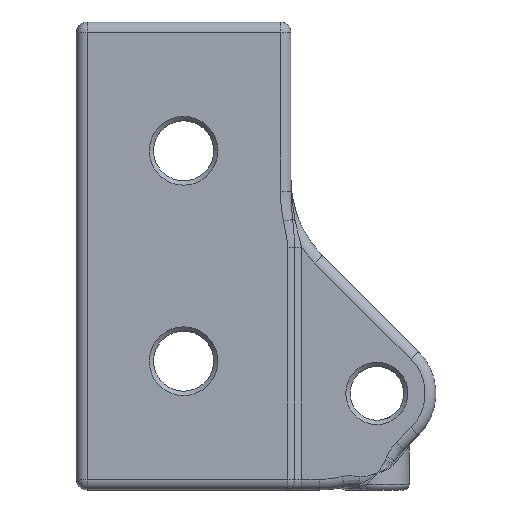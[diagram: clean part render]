
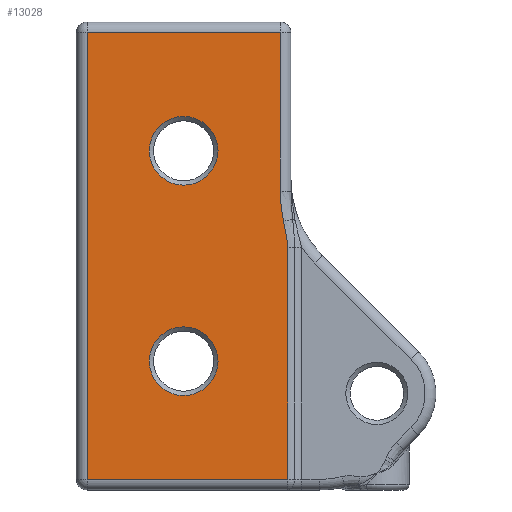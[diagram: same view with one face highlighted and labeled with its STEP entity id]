
A CAD part, left-side view. The second image highlights one B-rep face of the part: STEP entity #13028.
In plain terms, the highlighted planar face has unit normal (-1, 0, 0).
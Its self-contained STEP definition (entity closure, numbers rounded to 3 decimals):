
#871=FACE_BOUND('',#2203,.T.);
#872=FACE_BOUND('',#2204,.T.);
#901=B_SPLINE_CURVE_WITH_KNOTS('',3,(#20577,#20578,#20579,#20580),
 .UNSPECIFIED.,.F.,.F.,(4,4),(0.,0.248),.UNSPECIFIED.);
#902=B_SPLINE_CURVE_WITH_KNOTS('',3,(#20582,#20583,#20584,#20585),
 .UNSPECIFIED.,.F.,.F.,(4,4),(-0.283,0.),
 .UNSPECIFIED.);
#1139=PLANE('',#13995);
#1252=FACE_OUTER_BOUND('',#2202,.T.);
#2202=EDGE_LOOP('',(#8866,#8867,#8868,#8869,#8870,#8871,#8872));
#2203=EDGE_LOOP('',(#8873));
#2204=EDGE_LOOP('',(#8874));
#3182=LINE('',#20587,#3856);
#3183=LINE('',#20589,#3857);
#3184=LINE('',#20591,#3858);
#3185=LINE('',#20593,#3859);
#3186=LINE('',#20594,#3860);
#3856=VECTOR('',#15970,10.);
#3857=VECTOR('',#15971,10.);
#3858=VECTOR('',#15972,10.);
#3859=VECTOR('',#15973,10.);
#3860=VECTOR('',#15974,10.);
#4529=CIRCLE('',#13992,3.2);
#4532=CIRCLE('',#13996,3.2);
#5655=VERTEX_POINT('',#20567);
#5658=VERTEX_POINT('',#20575);
#5659=VERTEX_POINT('',#20576);
#5660=VERTEX_POINT('',#20581);
#5661=VERTEX_POINT('',#20586);
#5662=VERTEX_POINT('',#20588);
#5663=VERTEX_POINT('',#20590);
#5664=VERTEX_POINT('',#20592);
#5665=VERTEX_POINT('',#20595);
#6787=EDGE_CURVE('',#5655,#5655,#4529,.T.);
#6791=EDGE_CURVE('',#5658,#5659,#901,.T.);
#6792=EDGE_CURVE('',#5660,#5658,#902,.T.);
#6793=EDGE_CURVE('',#5661,#5660,#3182,.T.);
#6794=EDGE_CURVE('',#5662,#5661,#3183,.T.);
#6795=EDGE_CURVE('',#5663,#5662,#3184,.T.);
#6796=EDGE_CURVE('',#5664,#5663,#3185,.T.);
#6797=EDGE_CURVE('',#5659,#5664,#3186,.T.);
#6798=EDGE_CURVE('',#5665,#5665,#4532,.T.);
#8866=ORIENTED_EDGE('',*,*,#6791,.F.);
#8867=ORIENTED_EDGE('',*,*,#6792,.F.);
#8868=ORIENTED_EDGE('',*,*,#6793,.F.);
#8869=ORIENTED_EDGE('',*,*,#6794,.F.);
#8870=ORIENTED_EDGE('',*,*,#6795,.F.);
#8871=ORIENTED_EDGE('',*,*,#6796,.F.);
#8872=ORIENTED_EDGE('',*,*,#6797,.F.);
#8873=ORIENTED_EDGE('',*,*,#6798,.F.);
#8874=ORIENTED_EDGE('',*,*,#6787,.F.);
#13028=ADVANCED_FACE('',(#1252,#871,#872),#1139,.T.);
#13992=AXIS2_PLACEMENT_3D('',#20568,#15961,#15962);
#13995=AXIS2_PLACEMENT_3D('',#20574,#15968,#15969);
#13996=AXIS2_PLACEMENT_3D('',#20596,#15975,#15976);
#15961=DIRECTION('center_axis',(-1.,0.,0.));
#15962=DIRECTION('ref_axis',(0.,-1.,0.));
#15968=DIRECTION('center_axis',(-1.,0.,0.));
#15969=DIRECTION('ref_axis',(0.,-1.,0.));
#15970=DIRECTION('',(0.,0.,-1.));
#15971=DIRECTION('',(0.,-1.,0.));
#15972=DIRECTION('',(0.,0.,1.));
#15973=DIRECTION('',(0.,1.,0.));
#15974=DIRECTION('',(0.,0.,-1.));
#15975=DIRECTION('center_axis',(-1.,0.,0.));
#15976=DIRECTION('ref_axis',(0.,-1.,0.));
#20567=CARTESIAN_POINT('',(-14.5,13.2,12.));
#20568=CARTESIAN_POINT('Origin',(-14.5,10.,12.));
#20574=CARTESIAN_POINT('Origin',(-14.5,10.,21.8));
#20575=CARTESIAN_POINT('',(-14.5,0.701,25.04));
#20576=CARTESIAN_POINT('',(-14.5,0.323,22.596));
#20577=CARTESIAN_POINT('Ctrl Pts',(-14.5,0.701,25.04));
#20578=CARTESIAN_POINT('Ctrl Pts',(-14.5,0.547,24.229));
#20579=CARTESIAN_POINT('Ctrl Pts',(-14.5,0.323,23.422));
#20580=CARTESIAN_POINT('Ctrl Pts',(-14.5,0.323,22.596));
#20581=CARTESIAN_POINT('',(-14.5,1.,27.849));
#20582=CARTESIAN_POINT('Ctrl Pts',(-14.5,1.,27.849));
#20583=CARTESIAN_POINT('Ctrl Pts',(-14.5,1.,26.906));
#20584=CARTESIAN_POINT('Ctrl Pts',(-14.5,0.878,25.966));
#20585=CARTESIAN_POINT('Ctrl Pts',(-14.5,0.701,25.04));
#20586=CARTESIAN_POINT('',(-14.5,1.,42.6));
#20587=CARTESIAN_POINT('',(-14.5,1.,23.289));
#20588=CARTESIAN_POINT('',(-14.5,19.,42.6));
#20589=CARTESIAN_POINT('',(-14.5,5.,42.6));
#20590=CARTESIAN_POINT('',(-14.5,19.,1.));
#20591=CARTESIAN_POINT('',(-14.5,19.,32.7));
#20592=CARTESIAN_POINT('',(-14.5,0.323,1.));
#20593=CARTESIAN_POINT('',(-14.5,15.,1.));
#20594=CARTESIAN_POINT('',(-14.5,0.323,23.289));
#20595=CARTESIAN_POINT('',(-14.5,13.2,31.6));
#20596=CARTESIAN_POINT('Origin',(-14.5,10.,31.6));
